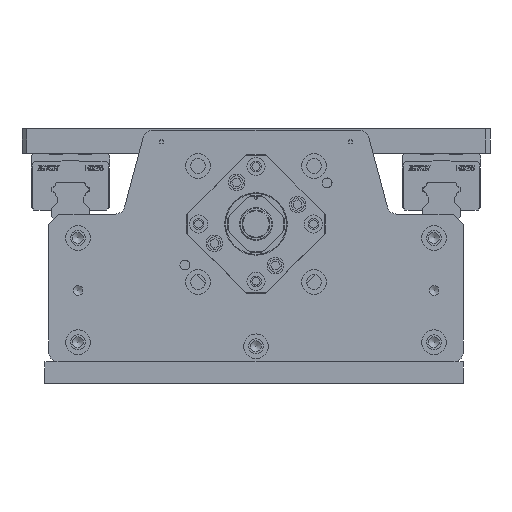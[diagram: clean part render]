
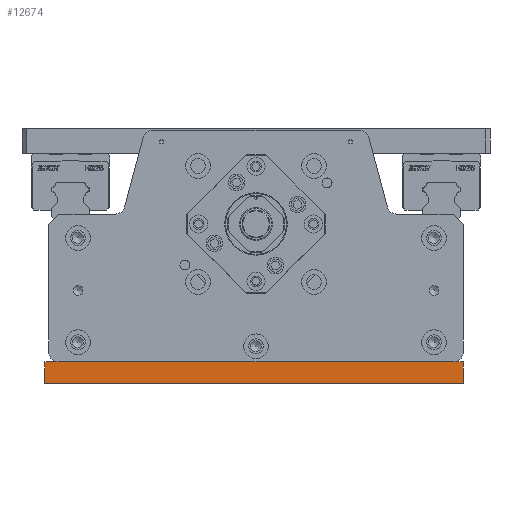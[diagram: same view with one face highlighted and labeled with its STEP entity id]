
A CAD part, front view. The second image highlights one B-rep face of the part: STEP entity #12674.
In plain terms, the highlighted planar face has unit normal (0, -1, 0).
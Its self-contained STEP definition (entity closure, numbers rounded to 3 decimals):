
#7348=CARTESIAN_POINT('',(246.5,-901.,0.));
#7349=VERTEX_POINT('',#7348);
#7589=CARTESIAN_POINT('',(6.,-901.,0.));
#7590=VERTEX_POINT('',#7589);
#12537=CARTESIAN_POINT('',(6.,-901.,0.));
#12538=DIRECTION('',(1.0,0.0,0.0));
#12539=VECTOR('',#12538,240.5);
#12540=LINE('',#12537,#12539);
#12541=EDGE_CURVE('',#7590,#7349,#12540,.T.);
#12611=CARTESIAN_POINT('',(252.5,-901.,-13.));
#12612=VERTEX_POINT('',#12611);
#12620=CARTESIAN_POINT('',(252.5,-901.,0.));
#12621=VERTEX_POINT('',#12620);
#12628=CARTESIAN_POINT('',(252.5,-901.,-13.));
#12629=DIRECTION('',(0.0,0.0,1.0));
#12630=VECTOR('',#12629,13.);
#12631=LINE('',#12628,#12630);
#12632=EDGE_CURVE('',#12612,#12621,#12631,.T.);
#12637=CARTESIAN_POINT('',(-7.5,-901.,-15.));
#12638=DIRECTION('',(0.0,-1.0,0.0));
#12639=DIRECTION('',(1.0,0.0,0.0));
#12640=AXIS2_PLACEMENT_3D('',#12637,#12638,#12639);
#12641=PLANE('',#12640);
#12642=CARTESIAN_POINT('',(-2.25,-901.,0.));
#12643=VERTEX_POINT('',#12642);
#12644=CARTESIAN_POINT('',(-2.25,-901.,-13.));
#12645=VERTEX_POINT('',#12644);
#12646=CARTESIAN_POINT('',(-2.25,-901.,0.));
#12647=DIRECTION('',(0.0,0.0,-1.0));
#12648=VECTOR('',#12647,13.);
#12649=LINE('',#12646,#12648);
#12650=EDGE_CURVE('',#12643,#12645,#12649,.T.);
#12651=ORIENTED_EDGE('',*,*,#12650,.T.);
#12652=CARTESIAN_POINT('',(-2.25,-901.,-13.));
#12653=DIRECTION('',(1.0,0.0,0.0));
#12654=VECTOR('',#12653,254.75);
#12655=LINE('',#12652,#12654);
#12656=EDGE_CURVE('',#12645,#12612,#12655,.T.);
#12657=ORIENTED_EDGE('',*,*,#12656,.T.);
#12658=ORIENTED_EDGE('',*,*,#12632,.T.);
#12659=CARTESIAN_POINT('',(246.5,-901.,0.));
#12660=DIRECTION('',(1.0,0.0,0.0));
#12661=VECTOR('',#12660,6.);
#12662=LINE('',#12659,#12661);
#12663=EDGE_CURVE('',#7349,#12621,#12662,.T.);
#12664=ORIENTED_EDGE('',*,*,#12663,.F.);
#12665=ORIENTED_EDGE('',*,*,#12541,.F.);
#12666=CARTESIAN_POINT('',(-2.25,-901.,0.));
#12667=DIRECTION('',(1.0,0.0,0.0));
#12668=VECTOR('',#12667,8.25);
#12669=LINE('',#12666,#12668);
#12670=EDGE_CURVE('',#12643,#7590,#12669,.T.);
#12671=ORIENTED_EDGE('',*,*,#12670,.F.);
#12672=EDGE_LOOP('',(#12651,#12657,#12658,#12664,#12665,#12671));
#12673=FACE_OUTER_BOUND('',#12672,.T.);
#12674=ADVANCED_FACE('',(#12673),#12641,.T.);
